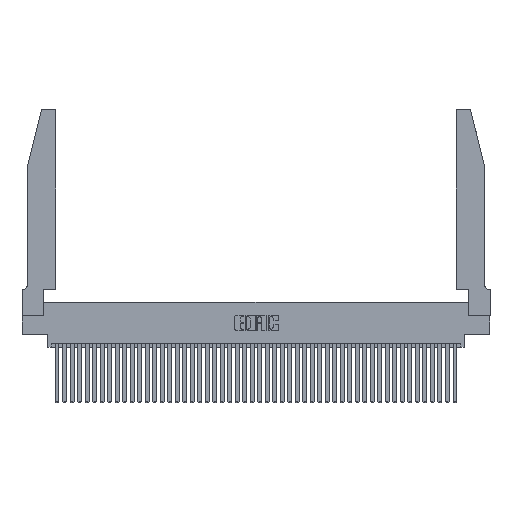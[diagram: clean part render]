
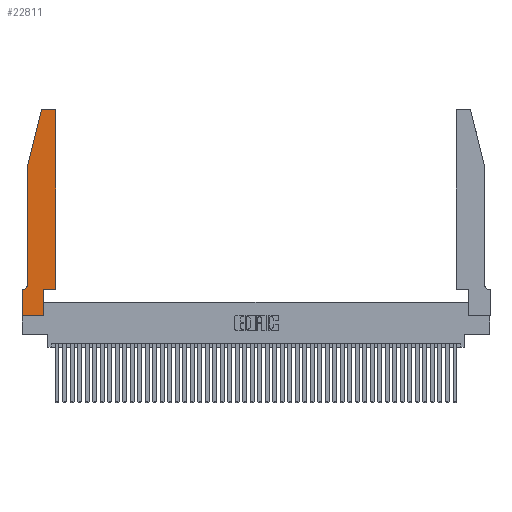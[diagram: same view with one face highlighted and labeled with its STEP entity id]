
A CAD part, top view. The second image highlights one B-rep face of the part: STEP entity #22811.
In plain terms, the highlighted planar face has unit normal (0, 0, 1).
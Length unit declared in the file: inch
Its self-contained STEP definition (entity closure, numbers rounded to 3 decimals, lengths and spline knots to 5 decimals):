
#265 = CIRCLE ( 'NONE', #10276, 0.03 ) ;
#1310 = CARTESIAN_POINT ( 'NONE',  ( 0., 0., 0.37 ) ) ;
#1567 = CARTESIAN_POINT ( 'NONE',  ( 0.4505, 0.35, 0.37 ) ) ;
#2727 = EDGE_CURVE ( 'NONE', #24615, #19983, #36784, .T. ) ;
#2880 = DIRECTION ( 'NONE',  ( 0., 1., 0. ) ) ;
#3043 = CARTESIAN_POINT ( 'NONE',  ( 0., 0., 0.37 ) ) ;
#3245 = CARTESIAN_POINT ( 'NONE',  ( 0.25487, 2.72718, 0.37 ) ) ;
#4083 = VECTOR ( 'NONE', #43070, 39.37008 ) ;
#4420 = CARTESIAN_POINT ( 'NONE',  ( 0.4505, 0.35, 0.37 ) ) ;
#4791 = VERTEX_POINT ( 'NONE', #1567 ) ;
#4948 = EDGE_CURVE ( 'NONE', #44840, #24615, #265, .T. ) ;
#5325 = VERTEX_POINT ( 'NONE', #43066 ) ;
#5439 = LINE ( 'NONE', #12131, #29615 ) ;
#5520 = CARTESIAN_POINT ( 'NONE',  ( 0., 0.35, 0.37 ) ) ;
#5669 = DIRECTION ( 'NONE',  ( 1., 0., 0. ) ) ;
#5793 = ORIENTED_EDGE ( 'NONE', *, *, #38534, .T. ) ;
#8183 = CARTESIAN_POINT ( 'NONE',  ( 0.2865, 0., 0.37 ) ) ;
#8548 = EDGE_CURVE ( 'NONE', #19983, #33911, #5439, .T. ) ;
#8901 = DIRECTION ( 'NONE',  ( 0., 0., 1. ) ) ;
#10085 = CARTESIAN_POINT ( 'NONE',  ( 0.4505, 0.35, 0.37 ) ) ;
#10276 = AXIS2_PLACEMENT_3D ( 'NONE', #36875, #33528, #15796 ) ;
#10438 = VECTOR ( 'NONE', #20082, 39.37008 ) ;
#10610 = VERTEX_POINT ( 'NONE', #43174 ) ;
#10649 = FACE_OUTER_BOUND ( 'NONE', #23579, .T. ) ;
#11606 = EDGE_CURVE ( 'NONE', #33911, #18926, #28666, .T. ) ;
#11617 = DIRECTION ( 'NONE',  ( 1., 0., 0. ) ) ;
#11620 = EDGE_CURVE ( 'NONE', #5325, #22882, #39134, .T. ) ;
#12131 = CARTESIAN_POINT ( 'NONE',  ( 0.0755, 2., 0.37 ) ) ;
#12557 = LINE ( 'NONE', #4420, #25724 ) ;
#12603 = EDGE_CURVE ( 'NONE', #25028, #18137, #32547, .T. ) ;
#14224 = EDGE_CURVE ( 'NONE', #10610, #4791, #12557, .T. ) ;
#14621 = CARTESIAN_POINT ( 'NONE',  ( 0.0755, 2., 0.37 ) ) ;
#15420 = VECTOR ( 'NONE', #16839, 39.37008 ) ;
#15796 = DIRECTION ( 'NONE',  ( 1., 0., 0. ) ) ;
#15889 = LINE ( 'NONE', #44540, #10438 ) ;
#16081 = PLANE ( 'NONE',  #40254 ) ;
#16243 = ORIENTED_EDGE ( 'NONE', *, *, #37888, .T. ) ;
#16839 = DIRECTION ( 'NONE',  ( 0., -1., 0. ) ) ;
#18137 = VERTEX_POINT ( 'NONE', #20936 ) ;
#18895 = DIRECTION ( 'NONE',  ( 0., -1., 0. ) ) ;
#18926 = VERTEX_POINT ( 'NONE', #43006 ) ;
#19983 = VERTEX_POINT ( 'NONE', #14621 ) ;
#20056 = DIRECTION ( 'NONE',  ( 0., 1., 0. ) ) ;
#20082 = DIRECTION ( 'NONE',  ( -1., 0., 0. ) ) ;
#20208 = CARTESIAN_POINT ( 'NONE',  ( 0.2865, 0.35, 0.37 ) ) ;
#20936 = CARTESIAN_POINT ( 'NONE',  ( 0., 0., 0.37 ) ) ;
#21301 = LINE ( 'NONE', #41328, #27909 ) ;
#21816 = ORIENTED_EDGE ( 'NONE', *, *, #40343, .T. ) ;
#21904 = CARTESIAN_POINT ( 'NONE',  ( 0.284, 2.75, 0.37 ) ) ;
#22780 = CARTESIAN_POINT ( 'NONE',  ( 0.4205, 2.72, 0.37 ) ) ;
#22811 = ADVANCED_FACE ( 'NONE', ( #10649 ), #16081, .T. ) ;
#22882 = VERTEX_POINT ( 'NONE', #33663 ) ;
#22909 = LINE ( 'NONE', #10085, #34468 ) ;
#23003 = ORIENTED_EDGE ( 'NONE', *, *, #11620, .T. ) ;
#23243 = DIRECTION ( 'NONE',  ( 0., 0., 1. ) ) ;
#23579 = EDGE_LOOP ( 'NONE', ( #16243, #37095, #44480, #23918, #42478, #44581, #33234, #29339, #21816, #41056, #5793, #23003 ) ) ;
#23918 = ORIENTED_EDGE ( 'NONE', *, *, #8548, .T. ) ;
#24615 = VERTEX_POINT ( 'NONE', #3245 ) ;
#24926 = CARTESIAN_POINT ( 'NONE',  ( 0.0055, 0.42, 0.37 ) ) ;
#25028 = VERTEX_POINT ( 'NONE', #37153 ) ;
#25159 = EDGE_CURVE ( 'NONE', #18926, #25028, #15889, .T. ) ;
#25724 = VECTOR ( 'NONE', #11617, 39.37008 ) ;
#26057 = LINE ( 'NONE', #1310, #4083 ) ;
#26105 = VERTEX_POINT ( 'NONE', #8183 ) ;
#26972 = AXIS2_PLACEMENT_3D ( 'NONE', #22780, #23243, #41054 ) ;
#27408 = VECTOR ( 'NONE', #30673, 39.37008 ) ;
#27909 = VECTOR ( 'NONE', #35337, 39.37008 ) ;
#28666 = CIRCLE ( 'NONE', #37881, 0.07 ) ;
#29339 = ORIENTED_EDGE ( 'NONE', *, *, #39418, .T. ) ;
#29615 = VECTOR ( 'NONE', #18895, 39.37008 ) ;
#29808 = VECTOR ( 'NONE', #20056, 39.37008 ) ;
#30673 = DIRECTION ( 'NONE',  ( -0.239, -0.971, 0. ) ) ;
#30812 = CARTESIAN_POINT ( 'NONE',  ( 0.0755, 2., 0.37 ) ) ;
#32009 = DIRECTION ( 'NONE',  ( 0., 0., -1. ) ) ;
#32547 = LINE ( 'NONE', #3043, #15420 ) ;
#33234 = ORIENTED_EDGE ( 'NONE', *, *, #12603, .T. ) ;
#33528 = DIRECTION ( 'NONE',  ( 0., 0., 1. ) ) ;
#33580 = DIRECTION ( 'NONE',  ( -1., 0., 0. ) ) ;
#33663 = CARTESIAN_POINT ( 'NONE',  ( 0.4205, 2.75, 0.37 ) ) ;
#33911 = VERTEX_POINT ( 'NONE', #34206 ) ;
#34206 = CARTESIAN_POINT ( 'NONE',  ( 0.0755, 0.42, 0.37 ) ) ;
#34468 = VECTOR ( 'NONE', #2880, 39.37008 ) ;
#35337 = DIRECTION ( 'NONE',  ( -1., 0., 0. ) ) ;
#36784 = LINE ( 'NONE', #30812, #27408 ) ;
#36875 = CARTESIAN_POINT ( 'NONE',  ( 0.284, 2.72, 0.37 ) ) ;
#37095 = ORIENTED_EDGE ( 'NONE', *, *, #4948, .T. ) ;
#37153 = CARTESIAN_POINT ( 'NONE',  ( 0., 0.35, 0.37 ) ) ;
#37881 = AXIS2_PLACEMENT_3D ( 'NONE', #24926, #32009, #33580 ) ;
#37888 = EDGE_CURVE ( 'NONE', #22882, #44840, #21301, .T. ) ;
#38534 = EDGE_CURVE ( 'NONE', #4791, #5325, #22909, .T. ) ;
#39134 = CIRCLE ( 'NONE', #26972, 0.03 ) ;
#39418 = EDGE_CURVE ( 'NONE', #18137, #26105, #26057, .T. ) ;
#40254 = AXIS2_PLACEMENT_3D ( 'NONE', #5520, #8901, #5669 ) ;
#40343 = EDGE_CURVE ( 'NONE', #26105, #10610, #41349, .T. ) ;
#41054 = DIRECTION ( 'NONE',  ( 1., 0., 0. ) ) ;
#41056 = ORIENTED_EDGE ( 'NONE', *, *, #14224, .T. ) ;
#41328 = CARTESIAN_POINT ( 'NONE',  ( 0.2605, 2.75, 0.37 ) ) ;
#41349 = LINE ( 'NONE', #20208, #29808 ) ;
#42478 = ORIENTED_EDGE ( 'NONE', *, *, #11606, .T. ) ;
#43006 = CARTESIAN_POINT ( 'NONE',  ( 0.0055, 0.35, 0.37 ) ) ;
#43066 = CARTESIAN_POINT ( 'NONE',  ( 0.4505, 2.72, 0.37 ) ) ;
#43070 = DIRECTION ( 'NONE',  ( 1., 0., 0. ) ) ;
#43174 = CARTESIAN_POINT ( 'NONE',  ( 0.2865, 0.35, 0.37 ) ) ;
#44480 = ORIENTED_EDGE ( 'NONE', *, *, #2727, .T. ) ;
#44540 = CARTESIAN_POINT ( 'NONE',  ( 0.0755, 0.35, 0.37 ) ) ;
#44581 = ORIENTED_EDGE ( 'NONE', *, *, #25159, .T. ) ;
#44840 = VERTEX_POINT ( 'NONE', #21904 ) ;
